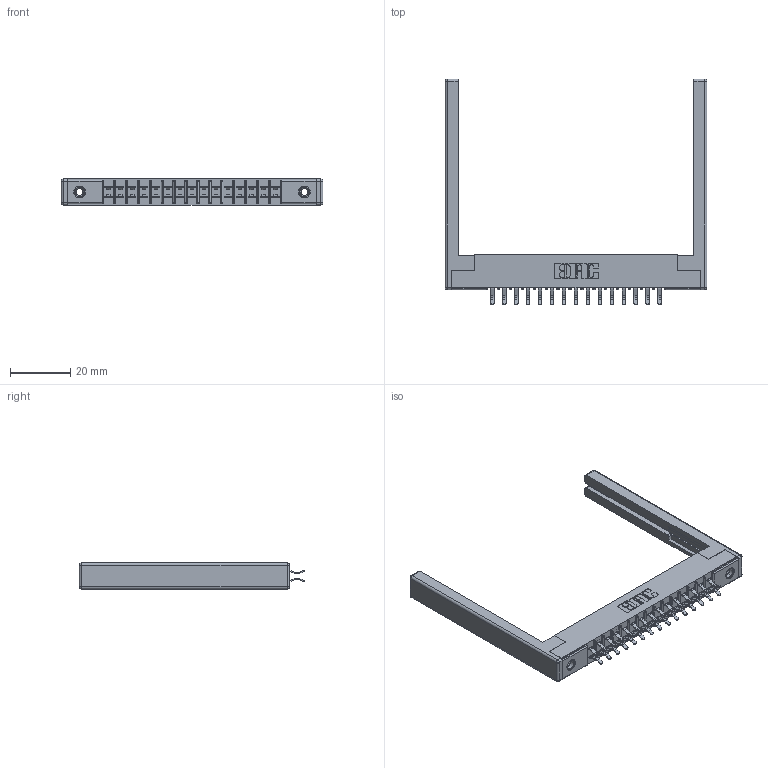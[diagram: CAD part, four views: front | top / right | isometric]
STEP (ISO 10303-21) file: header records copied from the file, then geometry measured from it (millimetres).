
FILE_DESCRIPTION (( 'STEP AP203' ), '1' );
FILE_NAME ('305-030-556-568.STEP', '2019-09-09T16:25:23', ( '' ), ( '' ), 'SwSTEP 2.0', 'SolidWorks 2016', '' );
FILE_SCHEMA (( 'CONFIG_CONTROL_DESIGN' ));
Length unit declared in the file: inch
Products named in the file (5): 305 Part_.156 Dia; 305-290-001_556; 305-030-556-568; 307-220-068; 345-250-001_345-250-001-102
Assembly tree (35 placements, depth 2):
  305-030-556-568
    305 Part_.156 Dia
    305-290-001_556  x30
    345-250-001_345-250-001-102  x2
    307-220-068  x2
Bounding box: 86.87 x 74.93 x 8.71 mm (x, y, z)
Volume: 9814.4 mm3; surface area: 14006.7 mm2
Topology: 35 solids, 35 shells, 1950 faces, 5551 edges, 3598 vertices
Faces by surface type: plane 1086, cylinder 780, sphere 68, cone 12, torus 4
Entity records: 22509 total; most frequent: CARTESIAN_POINT 3700, ORIENTED_EDGE 3660, DIRECTION 3624, EDGE_CURVE 1830, LINE 1436, VECTOR 1436, VERTEX_POINT 1170, AXIS2_PLACEMENT_3D 1094
